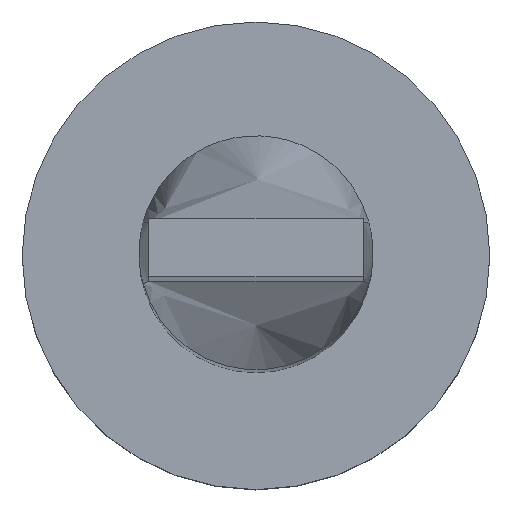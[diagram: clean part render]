
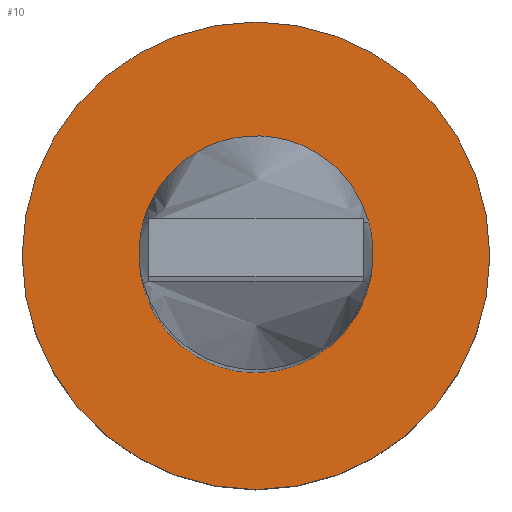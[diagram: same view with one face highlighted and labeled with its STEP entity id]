
A CAD part, top view. The second image highlights one B-rep face of the part: STEP entity #10.
In plain terms, the highlighted planar face has unit normal (0, 0, 1).
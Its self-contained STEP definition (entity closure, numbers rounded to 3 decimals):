
#10 = ADVANCED_FACE ( 'NONE', ( #527, #247 ), #285, .T. ) ;
#15 = CARTESIAN_POINT ( 'NONE',  ( -3., 0., 5. ) ) ;
#35 = AXIS2_PLACEMENT_3D ( 'NONE', #80, #481, #565 ) ;
#51 = VERTEX_POINT ( 'NONE', #470 ) ;
#77 = CARTESIAN_POINT ( 'NONE',  ( 0., 0., 5. ) ) ;
#80 = CARTESIAN_POINT ( 'NONE',  ( 0., 0., 5. ) ) ;
#84 = DIRECTION ( 'NONE',  ( 0., 0., 1. ) ) ;
#118 = DIRECTION ( 'NONE',  ( 1., 0., 0. ) ) ;
#162 = DIRECTION ( 'NONE',  ( 1., 0., 0. ) ) ;
#167 = CARTESIAN_POINT ( 'NONE',  ( 0., 0., 5. ) ) ;
#176 = CARTESIAN_POINT ( 'NONE',  ( 6., 0., 5. ) ) ;
#189 = VERTEX_POINT ( 'NONE', #15 ) ;
#198 = CARTESIAN_POINT ( 'NONE',  ( 0., 0., 5. ) ) ;
#200 = ORIENTED_EDGE ( 'NONE', *, *, #318, .T. ) ;
#214 = AXIS2_PLACEMENT_3D ( 'NONE', #198, #555, #162 ) ;
#226 = CIRCLE ( 'NONE', #430, 3. ) ;
#241 = CIRCLE ( 'NONE', #35, 6. ) ;
#247 = FACE_OUTER_BOUND ( 'NONE', #497, .T. ) ;
#259 = DIRECTION ( 'NONE',  ( 1., 0., 0. ) ) ;
#261 = VERTEX_POINT ( 'NONE', #176 ) ;
#285 = PLANE ( 'NONE',  #214 ) ;
#303 = EDGE_CURVE ( 'NONE', #51, #189, #226, .T. ) ;
#313 = AXIS2_PLACEMENT_3D ( 'NONE', #77, #475, #118 ) ;
#318 = EDGE_CURVE ( 'NONE', #261, #426, #241, .T. ) ;
#327 = CARTESIAN_POINT ( 'NONE',  ( -6., 0., 5. ) ) ;
#331 = EDGE_CURVE ( 'NONE', #189, #51, #540, .T. ) ;
#366 = ORIENTED_EDGE ( 'NONE', *, *, #407, .T. ) ;
#371 = ORIENTED_EDGE ( 'NONE', *, *, #303, .F. ) ;
#407 = EDGE_CURVE ( 'NONE', #426, #261, #498, .T. ) ;
#426 = VERTEX_POINT ( 'NONE', #327 ) ;
#430 = AXIS2_PLACEMENT_3D ( 'NONE', #478, #558, #525 ) ;
#470 = CARTESIAN_POINT ( 'NONE',  ( 3., 0., 5. ) ) ;
#475 = DIRECTION ( 'NONE',  ( 0., 0., 1. ) ) ;
#478 = CARTESIAN_POINT ( 'NONE',  ( 0., 0., 5. ) ) ;
#480 = ORIENTED_EDGE ( 'NONE', *, *, #331, .F. ) ;
#481 = DIRECTION ( 'NONE',  ( 0., 0., 1. ) ) ;
#497 = EDGE_LOOP ( 'NONE', ( #366, #200 ) ) ;
#498 = CIRCLE ( 'NONE', #566, 6. ) ;
#525 = DIRECTION ( 'NONE',  ( 1., 0., 0. ) ) ;
#527 = FACE_BOUND ( 'NONE', #581, .T. ) ;
#540 = CIRCLE ( 'NONE', #313, 3. ) ;
#555 = DIRECTION ( 'NONE',  ( 0., 0., 1. ) ) ;
#558 = DIRECTION ( 'NONE',  ( 0., 0., 1. ) ) ;
#565 = DIRECTION ( 'NONE',  ( 1., 0., 0. ) ) ;
#566 = AXIS2_PLACEMENT_3D ( 'NONE', #167, #84, #259 ) ;
#581 = EDGE_LOOP ( 'NONE', ( #480, #371 ) ) ;
